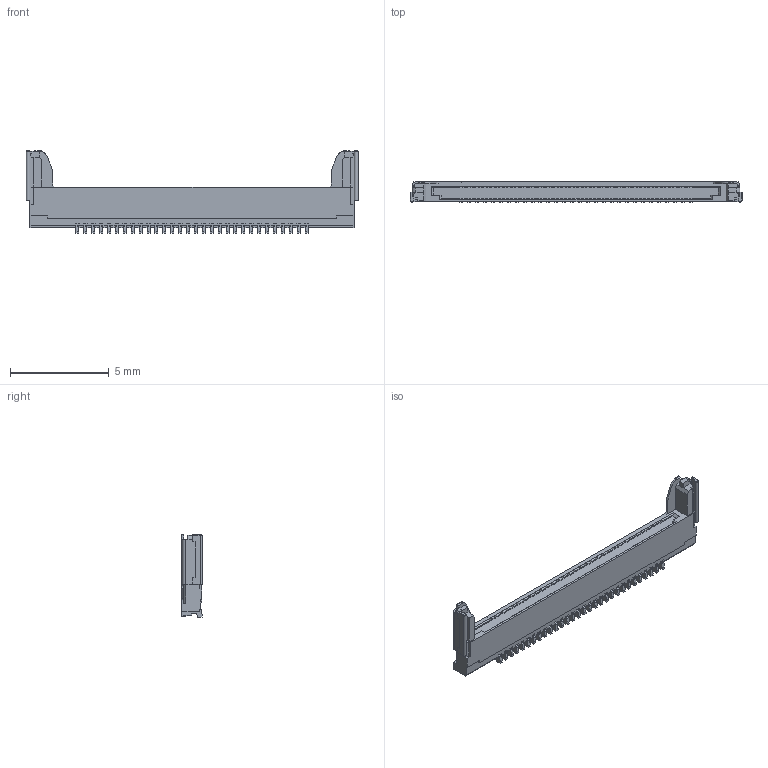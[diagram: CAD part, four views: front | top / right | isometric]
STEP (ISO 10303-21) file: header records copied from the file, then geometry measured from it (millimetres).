
FILE_DESCRIPTION (( 'STEP AP203' ), '1' );
FILE_NAME ('20347-330E-12R.STEP', '2021-07-13T07:31:56', ( '' ), ( '' ), 'SwSTEP 2.0', 'SolidWorks 2019', '' );
FILE_SCHEMA (( 'CONFIG_CONTROL_DESIGN' ));
Length unit declared in the file: millimetre
Products named in the file (1): 20347-330E-12R
Bounding box: 16.8 x 1.02 x 4.2 mm (x, y, z)
Volume: 34.8 mm3; surface area: 145.2 mm2
Topology: 1 solids, 1 shells, 1111 faces, 3231 edges, 2124 vertices
Faces by surface type: plane 969, cylinder 138, cone 4
Entity records: 36238 total; most frequent: CARTESIAN_POINT 6625, ORIENTED_EDGE 6462, DIRECTION 5709, EDGE_CURVE 3231, VECTOR 2949, LINE 2949, VERTEX_POINT 2124, AXIS2_PLACEMENT_3D 1380
